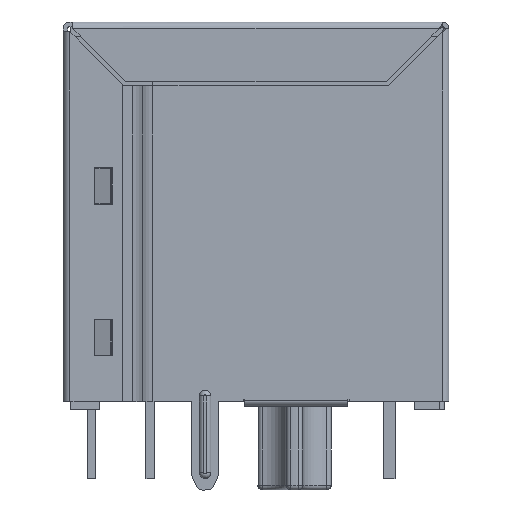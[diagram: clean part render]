
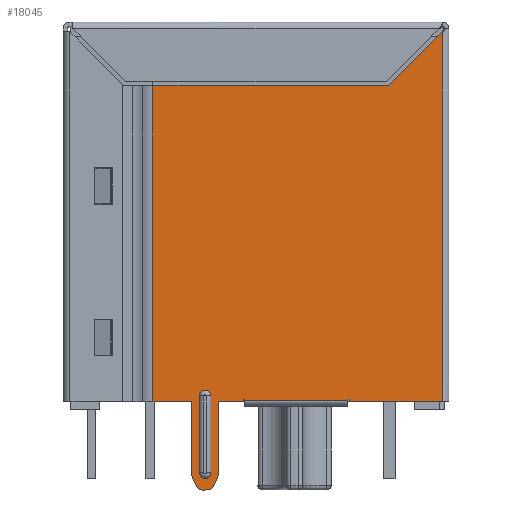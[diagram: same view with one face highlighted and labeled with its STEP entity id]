
A CAD part, left-side view. The second image highlights one B-rep face of the part: STEP entity #18045.
In plain terms, the highlighted planar face has unit normal (-1, 0, 0).
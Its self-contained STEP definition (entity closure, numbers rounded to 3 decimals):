
#731=CIRCLE('',#19004,0.25);
#732=CIRCLE('',#19005,0.25);
#733=CIRCLE('',#19006,0.3);
#734=CIRCLE('',#19007,0.3);
#735=CIRCLE('',#19008,0.3);
#736=CIRCLE('',#19009,0.3);
#2703=ORIENTED_EDGE('',*,*,#5601,.T.);
#2704=ORIENTED_EDGE('',*,*,#5602,.T.);
#2705=ORIENTED_EDGE('',*,*,#5603,.T.);
#2706=ORIENTED_EDGE('',*,*,#5604,.T.);
#2707=ORIENTED_EDGE('',*,*,#5589,.F.);
#2708=ORIENTED_EDGE('',*,*,#5605,.T.);
#2709=ORIENTED_EDGE('',*,*,#5599,.T.);
#2710=ORIENTED_EDGE('',*,*,#5606,.T.);
#2711=ORIENTED_EDGE('',*,*,#5607,.T.);
#2712=ORIENTED_EDGE('',*,*,#5608,.T.);
#2713=ORIENTED_EDGE('',*,*,#5609,.T.);
#2714=ORIENTED_EDGE('',*,*,#5610,.T.);
#2715=ORIENTED_EDGE('',*,*,#5611,.T.);
#2716=ORIENTED_EDGE('',*,*,#5612,.T.);
#2717=ORIENTED_EDGE('',*,*,#5613,.T.);
#2718=ORIENTED_EDGE('',*,*,#5614,.T.);
#2719=ORIENTED_EDGE('',*,*,#5615,.T.);
#2720=ORIENTED_EDGE('',*,*,#5616,.T.);
#2721=ORIENTED_EDGE('',*,*,#5617,.T.);
#2722=ORIENTED_EDGE('',*,*,#5618,.T.);
#2723=ORIENTED_EDGE('',*,*,#5619,.T.);
#2724=ORIENTED_EDGE('',*,*,#5620,.T.);
#2725=ORIENTED_EDGE('',*,*,#5621,.T.);
#2726=ORIENTED_EDGE('',*,*,#5622,.T.);
#2727=ORIENTED_EDGE('',*,*,#5623,.T.);
#2728=ORIENTED_EDGE('',*,*,#5624,.F.);
#2729=ORIENTED_EDGE('',*,*,#5625,.F.);
#5589=EDGE_CURVE('',#7148,#7149,#8471,.T.);
#5599=EDGE_CURVE('',#7159,#7158,#8479,.T.);
#5601=EDGE_CURVE('',#7160,#7161,#731,.F.);
#5602=EDGE_CURVE('',#7161,#7162,#8480,.T.);
#5603=EDGE_CURVE('',#7162,#7163,#732,.F.);
#5604=EDGE_CURVE('',#7163,#7160,#8481,.T.);
#5605=EDGE_CURVE('',#7148,#7159,#8482,.T.);
#5606=EDGE_CURVE('',#7158,#7164,#8483,.T.);
#5607=EDGE_CURVE('',#7164,#7165,#8484,.T.);
#5608=EDGE_CURVE('',#7165,#7166,#8485,.T.);
#5609=EDGE_CURVE('',#7166,#7167,#8486,.T.);
#5610=EDGE_CURVE('',#7167,#7168,#8487,.T.);
#5611=EDGE_CURVE('',#7168,#7169,#8488,.T.);
#5612=EDGE_CURVE('',#7169,#7170,#8489,.T.);
#5613=EDGE_CURVE('',#7170,#7171,#8490,.T.);
#5614=EDGE_CURVE('',#7171,#7172,#8491,.T.);
#5615=EDGE_CURVE('',#7172,#7173,#733,.T.);
#5616=EDGE_CURVE('',#7173,#7174,#8492,.T.);
#5617=EDGE_CURVE('',#7174,#7175,#734,.T.);
#5618=EDGE_CURVE('',#7175,#7176,#8493,.T.);
#5619=EDGE_CURVE('',#7176,#7177,#735,.T.);
#5620=EDGE_CURVE('',#7177,#7178,#8494,.T.);
#5621=EDGE_CURVE('',#7178,#7179,#736,.T.);
#5622=EDGE_CURVE('',#7179,#7180,#8495,.T.);
#5623=EDGE_CURVE('',#7180,#7181,#8496,.T.);
#5624=EDGE_CURVE('',#7182,#7181,#8497,.T.);
#5625=EDGE_CURVE('',#7149,#7182,#8498,.T.);
#7148=VERTEX_POINT('',#24892);
#7149=VERTEX_POINT('',#24894);
#7158=VERTEX_POINT('',#24913);
#7159=VERTEX_POINT('',#24915);
#7160=VERTEX_POINT('',#24919);
#7161=VERTEX_POINT('',#24920);
#7162=VERTEX_POINT('',#24922);
#7163=VERTEX_POINT('',#24924);
#7164=VERTEX_POINT('',#24928);
#7165=VERTEX_POINT('',#24930);
#7166=VERTEX_POINT('',#24932);
#7167=VERTEX_POINT('',#24934);
#7168=VERTEX_POINT('',#24936);
#7169=VERTEX_POINT('',#24938);
#7170=VERTEX_POINT('',#24940);
#7171=VERTEX_POINT('',#24942);
#7172=VERTEX_POINT('',#24944);
#7173=VERTEX_POINT('',#24946);
#7174=VERTEX_POINT('',#24948);
#7175=VERTEX_POINT('',#24950);
#7176=VERTEX_POINT('',#24952);
#7177=VERTEX_POINT('',#24954);
#7178=VERTEX_POINT('',#24956);
#7179=VERTEX_POINT('',#24958);
#7180=VERTEX_POINT('',#24960);
#7181=VERTEX_POINT('',#24962);
#7182=VERTEX_POINT('',#24964);
#8471=LINE('',#24893,#9834);
#8479=LINE('',#24914,#9842);
#8480=LINE('',#24921,#9843);
#8481=LINE('',#24925,#9844);
#8482=LINE('',#24926,#9845);
#8483=LINE('',#24927,#9846);
#8484=LINE('',#24929,#9847);
#8485=LINE('',#24931,#9848);
#8486=LINE('',#24933,#9849);
#8487=LINE('',#24935,#9850);
#8488=LINE('',#24937,#9851);
#8489=LINE('',#24939,#9852);
#8490=LINE('',#24941,#9853);
#8491=LINE('',#24943,#9854);
#8492=LINE('',#24947,#9855);
#8493=LINE('',#24951,#9856);
#8494=LINE('',#24955,#9857);
#8495=LINE('',#24959,#9858);
#8496=LINE('',#24961,#9859);
#8497=LINE('',#24963,#9860);
#8498=LINE('',#24965,#9861);
#9834=VECTOR('',#21353,1000.);
#9842=VECTOR('',#21367,1000.);
#9843=VECTOR('',#21374,1000.);
#9844=VECTOR('',#21377,1000.);
#9845=VECTOR('',#21378,1000.);
#9846=VECTOR('',#21379,1000.);
#9847=VECTOR('',#21380,1000.);
#9848=VECTOR('',#21381,1000.);
#9849=VECTOR('',#21382,1000.);
#9850=VECTOR('',#21383,1000.);
#9851=VECTOR('',#21384,1000.);
#9852=VECTOR('',#21385,1000.);
#9853=VECTOR('',#21386,1000.);
#9854=VECTOR('',#21387,1000.);
#9855=VECTOR('',#21390,1000.);
#9856=VECTOR('',#21393,1000.);
#9857=VECTOR('',#21396,1000.);
#9858=VECTOR('',#21399,1000.);
#9859=VECTOR('',#21400,1000.);
#9860=VECTOR('',#21401,1000.);
#9861=VECTOR('',#21402,1000.);
#10914=EDGE_LOOP('',(#2703,#2704,#2705,#2706));
#10915=EDGE_LOOP('',(#2707,#2708,#2709,#2710,#2711,#2712,#2713,#2714,#2715,
#2716,#2717,#2718,#2719,#2720,#2721,#2722,#2723,#2724,#2725,#2726,#2727,
#2728,#2729));
#11711=FACE_BOUND('',#10914,.T.);
#11712=FACE_BOUND('',#10915,.T.);
#12343=PLANE('',#19003);
#18045=ADVANCED_FACE('',(#11711,#11712),#12343,.T.);
#19003=AXIS2_PLACEMENT_3D('',#24917,#21370,#21371);
#19004=AXIS2_PLACEMENT_3D('',#24918,#21372,#21373);
#19005=AXIS2_PLACEMENT_3D('',#24923,#21375,#21376);
#19006=AXIS2_PLACEMENT_3D('',#24945,#21388,#21389);
#19007=AXIS2_PLACEMENT_3D('',#24949,#21391,#21392);
#19008=AXIS2_PLACEMENT_3D('',#24953,#21394,#21395);
#19009=AXIS2_PLACEMENT_3D('',#24957,#21397,#21398);
#21353=DIRECTION('',(0.,0.,1.));
#21367=DIRECTION('',(0.,0.,1.));
#21370=DIRECTION('',(-1.,0.,0.));
#21371=DIRECTION('',(0.,-1.,0.));
#21372=DIRECTION('',(-1.,0.,0.));
#21373=DIRECTION('',(0.,-1.,0.));
#21374=DIRECTION('',(0.,0.,1.));
#21375=DIRECTION('',(-1.,0.,0.));
#21376=DIRECTION('',(0.,-1.,0.));
#21377=DIRECTION('',(0.,0.,-1.));
#21378=DIRECTION('',(0.,-1.,0.));
#21379=DIRECTION('',(0.,-1.,0.));
#21380=DIRECTION('',(0.,0.,-1.));
#21381=DIRECTION('',(0.,-1.,0.));
#21382=DIRECTION('',(0.,0.,1.));
#21383=DIRECTION('',(0.,0.707,-0.707));
#21384=DIRECTION('',(0.,1.,0.));
#21385=DIRECTION('',(0.,0.,-1.));
#21386=DIRECTION('',(0.,-1.,0.));
#21387=DIRECTION('',(0.,0.,-1.));
#21388=DIRECTION('',(-1.,0.,0.));
#21389=DIRECTION('',(0.,-1.,0.));
#21390=DIRECTION('',(0.,-0.41,-0.912));
#21391=DIRECTION('',(-1.,0.,0.));
#21392=DIRECTION('',(0.,-1.,0.));
#21393=DIRECTION('',(0.,-1.,0.));
#21394=DIRECTION('',(-1.,0.,0.));
#21395=DIRECTION('',(0.,-1.,0.));
#21396=DIRECTION('',(0.,-0.41,0.912));
#21397=DIRECTION('',(-1.,0.,0.));
#21398=DIRECTION('',(0.,-1.,0.));
#21399=DIRECTION('',(0.,0.,1.));
#21400=DIRECTION('',(0.,-1.,0.));
#21401=DIRECTION('',(0.,0.,-1.));
#21402=DIRECTION('',(0.,1.,0.));
#24892=CARTESIAN_POINT('',(-8.,2.175,1.25));
#24893=CARTESIAN_POINT('',(-8.,2.175,1.2));
#24894=CARTESIAN_POINT('',(-8.,2.175,1.3));
#24913=CARTESIAN_POINT('',(-8.,-2.325,1.3));
#24914=CARTESIAN_POINT('',(-8.,-2.325,1.2));
#24915=CARTESIAN_POINT('',(-8.,-2.325,1.25));
#24917=CARTESIAN_POINT('',(-8.,-6.56,1.2));
#24918=CARTESIAN_POINT('',(-8.,3.9,-1.9));
#24919=CARTESIAN_POINT('',(-8.,3.65,-1.9));
#24920=CARTESIAN_POINT('',(-8.,4.15,-1.9));
#24921=CARTESIAN_POINT('',(-8.,4.15,1.2));
#24922=CARTESIAN_POINT('',(-8.,4.15,1.45));
#24923=CARTESIAN_POINT('',(-8.,3.9,1.45));
#24924=CARTESIAN_POINT('',(-8.,3.65,1.45));
#24925=CARTESIAN_POINT('',(-8.,3.65,1.2));
#24926=CARTESIAN_POINT('',(-8.,2.175,1.25));
#24927=CARTESIAN_POINT('',(-8.,-2.375,1.3));
#24928=CARTESIAN_POINT('',(-8.,-2.375,1.3));
#24929=CARTESIAN_POINT('',(-8.,-2.375,1.2));
#24930=CARTESIAN_POINT('',(-8.,-2.375,1.2));
#24931=CARTESIAN_POINT('',(-8.,6.17,1.2));
#24932=CARTESIAN_POINT('',(-8.,-6.43,1.2));
#24933=CARTESIAN_POINT('',(-8.,-6.43,1.2));
#24934=CARTESIAN_POINT('',(-8.,-6.43,17.32));
#24935=CARTESIAN_POINT('',(-8.,-6.56,17.45));
#24936=CARTESIAN_POINT('',(-8.,-4.076,14.966));
#24937=CARTESIAN_POINT('',(-8.,-4.076,14.966));
#24938=CARTESIAN_POINT('',(-8.,6.17,14.966));
#24939=CARTESIAN_POINT('',(-8.,6.17,14.966));
#24940=CARTESIAN_POINT('',(-8.,6.17,1.2));
#24941=CARTESIAN_POINT('',(-8.,6.17,1.2));
#24942=CARTESIAN_POINT('',(-8.,4.475,1.2));
#24943=CARTESIAN_POINT('',(-8.,4.475,1.2));
#24944=CARTESIAN_POINT('',(-8.,4.475,-1.986));
#24945=CARTESIAN_POINT('',(-8.,4.175,-1.986));
#24946=CARTESIAN_POINT('',(-8.,4.449,-2.109));
#24947=CARTESIAN_POINT('',(-8.,4.475,-2.05));
#24948=CARTESIAN_POINT('',(-8.,4.285,-2.473));
#24949=CARTESIAN_POINT('',(-8.,4.011,-2.35));
#24950=CARTESIAN_POINT('',(-8.,4.011,-2.65));
#24951=CARTESIAN_POINT('',(-8.,4.205,-2.65));
#24952=CARTESIAN_POINT('',(-8.,3.789,-2.65));
#24953=CARTESIAN_POINT('',(-8.,3.789,-2.35));
#24954=CARTESIAN_POINT('',(-8.,3.515,-2.473));
#24955=CARTESIAN_POINT('',(-8.,3.595,-2.65));
#24956=CARTESIAN_POINT('',(-8.,3.351,-2.109));
#24957=CARTESIAN_POINT('',(-8.,3.625,-1.986));
#24958=CARTESIAN_POINT('',(-8.,3.325,-1.986));
#24959=CARTESIAN_POINT('',(-8.,3.325,-2.05));
#24960=CARTESIAN_POINT('',(-8.,3.325,1.2));
#24961=CARTESIAN_POINT('',(-8.,6.17,1.2));
#24962=CARTESIAN_POINT('',(-8.,2.225,1.2));
#24963=CARTESIAN_POINT('',(-8.,2.225,1.2));
#24964=CARTESIAN_POINT('',(-8.,2.225,1.3));
#24965=CARTESIAN_POINT('',(-8.,2.225,1.3));
